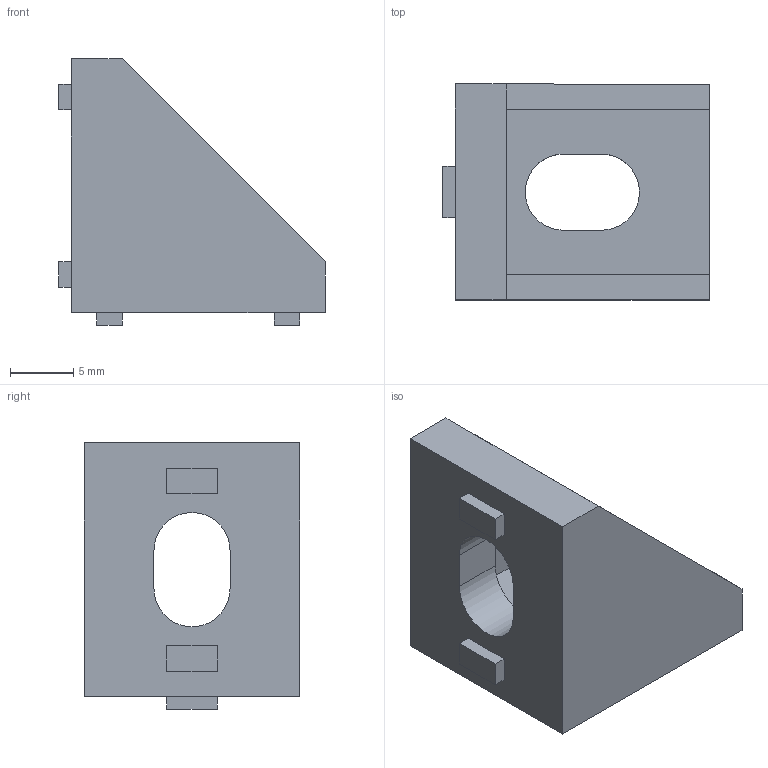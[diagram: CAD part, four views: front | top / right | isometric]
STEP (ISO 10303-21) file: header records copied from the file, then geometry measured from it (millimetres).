
FILE_DESCRIPTION(/* description */ (''),/* implementation_level */ '2;1');
FILE_NAME(/* name */ 'HBLFSN5.step',/* time_stamp */ '2024-09-27T19:36:49+02:00',/* author */ (''),/* organization */ (''),/* preprocessor_version */ 'ST-DEVELOPER v20',/* originating_system */ 'Autodesk Translation Framework v13.20.0.188',/* authorisation */ '');
FILE_SCHEMA (('AUTOMOTIVE_DESIGN { 1 0 10303 214 3 1 1 }'));
Length unit declared in the file: millimetre
Products named in the file (1): HBLFSN5
Bounding box: 21 x 17 x 21 mm (x, y, z)
Volume: 2621.8 mm3; surface area: 2184.2 mm2
Topology: 1 solids, 1 shells, 40 faces, 98 edges, 64 vertices
Faces by surface type: plane 36, cylinder 4
Entity records: 1199 total; most frequent: CARTESIAN_POINT 203, ORIENTED_EDGE 196, DIRECTION 188, EDGE_CURVE 98, LINE 90, VECTOR 90, VERTEX_POINT 64, AXIS2_PLACEMENT_3D 49
